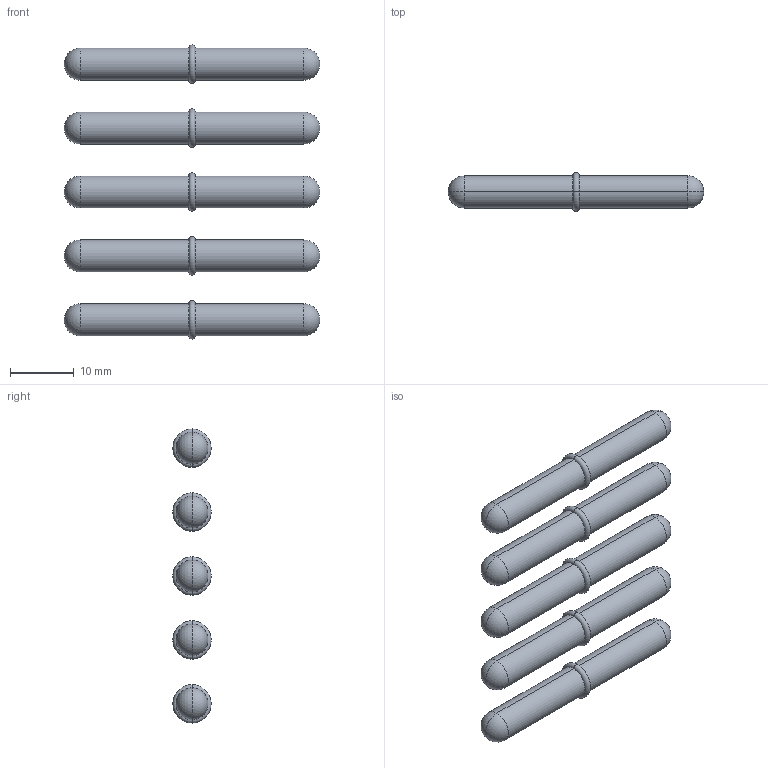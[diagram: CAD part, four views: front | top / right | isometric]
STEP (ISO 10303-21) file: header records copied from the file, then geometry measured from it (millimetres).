
FILE_DESCRIPTION (( 'STEP AP203' ), '1' );
FILE_NAME ('T85075.STEP', '2018-09-21T15:26:50', ( '' ), ( '' ), 'SwSTEP 2.0', 'SolidWorks 2016', '' );
FILE_SCHEMA (( 'CONFIG_CONTROL_DESIGN' ));
Length unit declared in the file: millimetre
Products named in the file (2): TH1271; T85075
Assembly tree (5 placements, depth 2):
  T85075
    TH1271  x5
Bounding box: 40 x 6 x 46 mm (x, y, z)
Volume: 3796.8 mm3; surface area: 3202.1 mm2
Topology: 5 solids, 5 shells, 50 faces, 130 edges, 70 vertices
Faces by surface type: cylinder 20, sphere 20, torus 10
Entity records: 572 total; most frequent: DIRECTION 68, CARTESIAN_POINT 46, ORIENTED_EDGE 36, AXIS2_PLACEMENT_3D 32, PERSON_AND_ORGANIZATION 21, DATE_AND_TIME 20, COORDINATED_UNIVERSAL_TIME_OFFSET 20, LOCAL_TIME 20
